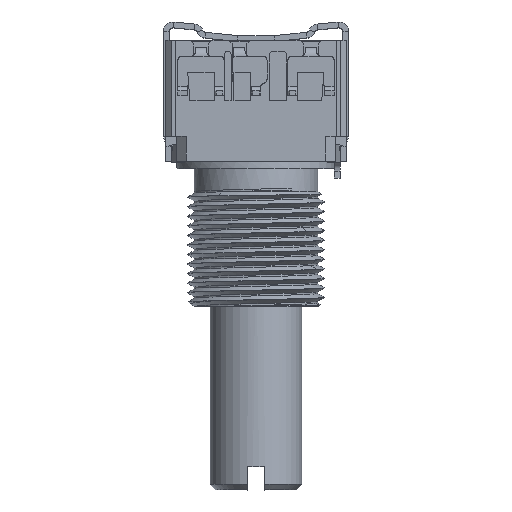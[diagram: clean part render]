
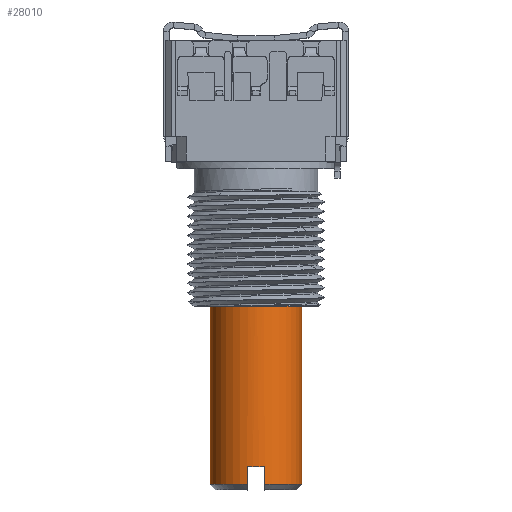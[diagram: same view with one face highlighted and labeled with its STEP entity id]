
A CAD part, top view. The second image highlights one B-rep face of the part: STEP entity #28010.
In plain terms, the highlighted cylindrical face has radius 3.171 mm (diameter 6.342 mm), a partial arc.
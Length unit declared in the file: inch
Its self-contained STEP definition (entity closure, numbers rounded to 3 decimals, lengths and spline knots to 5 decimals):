
#27749=DIRECTION('',(0.,1.,0.));
#27750=VECTOR('',#27749,0.048);
#27751=CARTESIAN_POINT('',(0.0235,-1.107,0.12262));
#27752=LINE('',#27751,#27750);
#27753=CARTESIAN_POINT('',(0.0235,-1.107,0.12262));
#27784=CARTESIAN_POINT('',(0.,-1.059,0.));
#27785=DIRECTION('',(0.,1.,0.));
#27786=DIRECTION('',(-0.188,0.,0.982));
#27787=AXIS2_PLACEMENT_3D('',#27784,#27785,#27786);
#27789=DIRECTION('',(0.,1.,0.));
#27790=VECTOR('',#27789,0.788);
#27791=CARTESIAN_POINT('',(0.12485,-1.107,0.));
#27792=LINE('',#27791,#27790);
#27798=CARTESIAN_POINT('',(0.,-1.107,0.));
#27799=DIRECTION('',(0.,1.,0.));
#27800=DIRECTION('',(0.188,0.,0.982));
#27801=AXIS2_PLACEMENT_3D('',#27798,#27799,#27800);
#27813=CARTESIAN_POINT('',(0.,-1.107,0.));
#27814=DIRECTION('',(0.,1.,0.));
#27815=DIRECTION('',(-1.,0.,0.));
#27816=AXIS2_PLACEMENT_3D('',#27813,#27814,#27815);
#27823=DIRECTION('',(0.,1.,0.));
#27824=VECTOR('',#27823,0.788);
#27825=CARTESIAN_POINT('',(-0.12485,-1.107,0.));
#27826=LINE('',#27825,#27824);
#27832=CARTESIAN_POINT('',(0.,-0.319,0.));
#27833=DIRECTION('',(0.,1.,0.));
#27834=DIRECTION('',(-1.,0.,0.));
#27835=AXIS2_PLACEMENT_3D('',#27832,#27833,#27834);
#27853=CARTESIAN_POINT('',(-0.0235,-1.107,0.12262));
#27855=DIRECTION('',(0.,1.,0.));
#27856=VECTOR('',#27855,0.048);
#27857=CARTESIAN_POINT('',(-0.0235,-1.107,0.12262));
#27858=LINE('',#27857,#27856);
#27859=CARTESIAN_POINT('',(0.12485,-0.319,0.));
#27860=CARTESIAN_POINT('',(-0.12485,-0.319,0.));
#27861=VERTEX_POINT('',#27859);
#27862=VERTEX_POINT('',#27860);
#27863=CARTESIAN_POINT('',(-0.12485,-1.107,0.));
#27864=VERTEX_POINT('',#27863);
#27865=CARTESIAN_POINT('',(0.12485,-1.107,0.));
#27866=VERTEX_POINT('',#27865);
#27868=CARTESIAN_POINT('',(0.0235,-1.059,0.12262));
#27870=VERTEX_POINT('',#27868);
#27871=CARTESIAN_POINT('',(-0.0235,-1.059,0.12262));
#27873=VERTEX_POINT('',#27871);
#27879=VERTEX_POINT('',#27753);
#27882=VERTEX_POINT('',#27853);
#27993=CARTESIAN_POINT('',(0.,-1.122,0.));
#27994=DIRECTION('',(0.,1.,0.));
#27995=DIRECTION('',(1.,0.,0.));
#27996=AXIS2_PLACEMENT_3D('',#27993,#27994,#27995);
#27997=CYLINDRICAL_SURFACE('',#27996,0.12485);
#27998=ORIENTED_EDGE('',*,*,#27983,.F.);
#27999=ORIENTED_EDGE('',*,*,#27952,.T.);
#28001=ORIENTED_EDGE('',*,*,#28000,.T.);
#28002=ORIENTED_EDGE('',*,*,#27948,.F.);
#28003=ORIENTED_EDGE('',*,*,#27970,.F.);
#28004=ORIENTED_EDGE('',*,*,#27914,.T.);
#28005=ORIENTED_EDGE('',*,*,#27936,.F.);
#28007=ORIENTED_EDGE('',*,*,#28006,.F.);
#28008=EDGE_LOOP('',(#27998,#27999,#28001,#28002,#28003,#28004,#28005,#28007));
#28009=FACE_OUTER_BOUND('',#28008,.F.);
#28010=ADVANCED_FACE('',(#28009),#27997,.T.);
#27788=CIRCLE('',#27787,0.12485);
#27802=CIRCLE('',#27801,0.12485);
#27817=CIRCLE('',#27816,0.12485);
#27836=CIRCLE('',#27835,0.12485);
#27914=EDGE_CURVE('',#27879,#27870,#27752,.T.);
#27936=EDGE_CURVE('',#27873,#27870,#27788,.T.);
#27948=EDGE_CURVE('',#27866,#27861,#27792,.T.);
#27952=EDGE_CURVE('',#27864,#27862,#27826,.T.);
#27970=EDGE_CURVE('',#27879,#27866,#27802,.T.);
#27983=EDGE_CURVE('',#27864,#27882,#27817,.T.);
#28000=EDGE_CURVE('',#27862,#27861,#27836,.T.);
#28006=EDGE_CURVE('',#27882,#27873,#27858,.T.);
